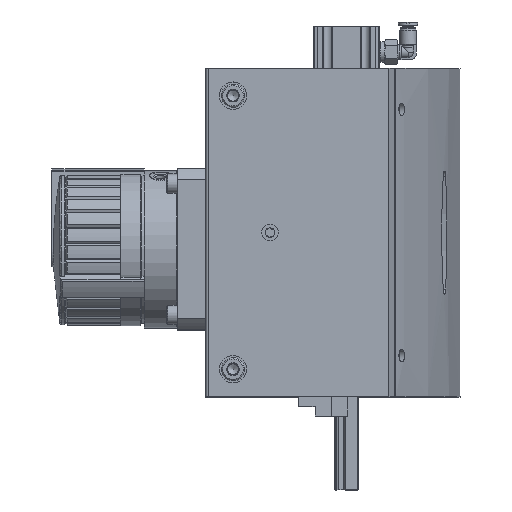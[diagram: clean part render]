
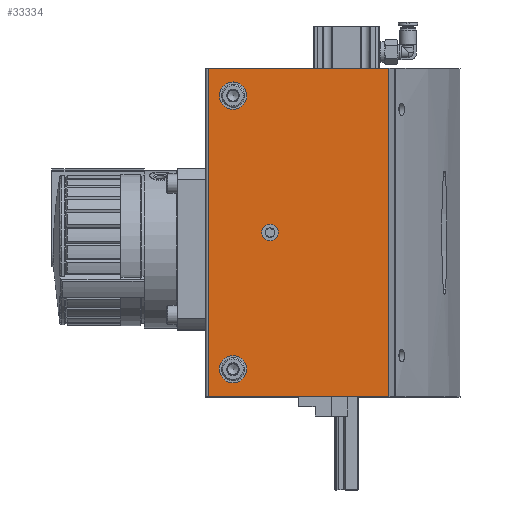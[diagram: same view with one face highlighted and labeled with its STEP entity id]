
A CAD part, top view. The second image highlights one B-rep face of the part: STEP entity #33334.
In plain terms, the highlighted face is planar.
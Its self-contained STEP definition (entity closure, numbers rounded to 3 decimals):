
#4380=LINE('',#59010,#6818);
#4381=LINE('',#59020,#6819);
#4382=LINE('',#59022,#6820);
#4383=LINE('',#59024,#6821);
#6818=VECTOR('',#47580,1000.);
#6819=VECTOR('',#47591,1000.);
#6820=VECTOR('',#47592,1000.);
#6821=VECTOR('',#47593,1000.);
#15524=ORIENTED_EDGE('',*,*,#20188,.F.);
#15525=ORIENTED_EDGE('',*,*,#20189,.F.);
#15526=ORIENTED_EDGE('',*,*,#20190,.F.);
#15527=ORIENTED_EDGE('',*,*,#20191,.T.);
#15528=ORIENTED_EDGE('',*,*,#20192,.F.);
#15529=ORIENTED_EDGE('',*,*,#20193,.F.);
#15530=ORIENTED_EDGE('',*,*,#20186,.T.);
#20186=EDGE_CURVE('',#23401,#23400,#4380,.T.);
#20188=EDGE_CURVE('',#23402,#23402,#24978,.T.);
#20189=EDGE_CURVE('',#23403,#23403,#24979,.T.);
#20190=EDGE_CURVE('',#23404,#23404,#24980,.T.);
#20191=EDGE_CURVE('',#23400,#23405,#4381,.T.);
#20192=EDGE_CURVE('',#23406,#23405,#4382,.T.);
#20193=EDGE_CURVE('',#23401,#23406,#4383,.T.);
#23400=VERTEX_POINT('',#59009);
#23401=VERTEX_POINT('',#59011);
#23402=VERTEX_POINT('',#59015);
#23403=VERTEX_POINT('',#59017);
#23404=VERTEX_POINT('',#59019);
#23405=VERTEX_POINT('',#59021);
#23406=VERTEX_POINT('',#59023);
#24978=CIRCLE('',#38083,3.);
#24979=CIRCLE('',#38084,5.);
#24980=CIRCLE('',#38085,5.);
#27620=EDGE_LOOP('',(#15524));
#27621=EDGE_LOOP('',(#15525));
#27622=EDGE_LOOP('',(#15526));
#27623=EDGE_LOOP('',(#15527,#15528,#15529,#15530));
#30356=FACE_BOUND('',#27620,.T.);
#30357=FACE_BOUND('',#27621,.T.);
#30358=FACE_BOUND('',#27622,.T.);
#30359=FACE_BOUND('',#27623,.T.);
#31422=PLANE('',#38082);
#33334=ADVANCED_FACE('',(#30356,#30357,#30358,#30359),#31422,.F.);
#38082=AXIS2_PLACEMENT_3D('',#59013,#47583,#47584);
#38083=AXIS2_PLACEMENT_3D('',#59014,#47585,#47586);
#38084=AXIS2_PLACEMENT_3D('',#59016,#47587,#47588);
#38085=AXIS2_PLACEMENT_3D('',#59018,#47589,#47590);
#47580=DIRECTION('',(0.,0.,-1.));
#47583=DIRECTION('',(0.,1.,0.));
#47584=DIRECTION('',(0.,0.,1.));
#47585=DIRECTION('',(0.,-1.,0.));
#47586=DIRECTION('',(0.,0.,-1.));
#47587=DIRECTION('',(0.,-1.,0.));
#47588=DIRECTION('',(0.,0.,-1.));
#47589=DIRECTION('',(0.,-1.,0.));
#47590=DIRECTION('',(0.,0.,-1.));
#47591=DIRECTION('',(1.,0.,0.));
#47592=DIRECTION('',(0.,0.,-1.));
#47593=DIRECTION('',(1.,0.,0.));
#59009=CARTESIAN_POINT('',(1.,0.,-60.));
#59010=CARTESIAN_POINT('',(1.,0.,60.));
#59011=CARTESIAN_POINT('',(1.,0.,60.));
#59013=CARTESIAN_POINT('',(1.,0.,60.));
#59014=CARTESIAN_POINT('',(23.5,0.,0.));
#59015=CARTESIAN_POINT('',(23.5,0.,-3.));
#59016=CARTESIAN_POINT('',(10.,0.,50.));
#59017=CARTESIAN_POINT('',(10.,0.,45.));
#59018=CARTESIAN_POINT('',(10.,0.,-50.));
#59019=CARTESIAN_POINT('',(10.,0.,-55.));
#59020=CARTESIAN_POINT('',(1.,0.,-60.));
#59021=CARTESIAN_POINT('',(67.023,0.,-60.));
#59022=CARTESIAN_POINT('',(67.023,0.,60.));
#59023=CARTESIAN_POINT('',(67.023,0.,60.));
#59024=CARTESIAN_POINT('',(1.,0.,60.));
